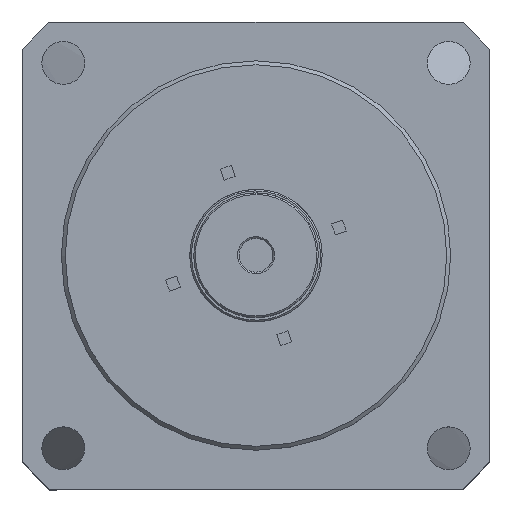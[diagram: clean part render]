
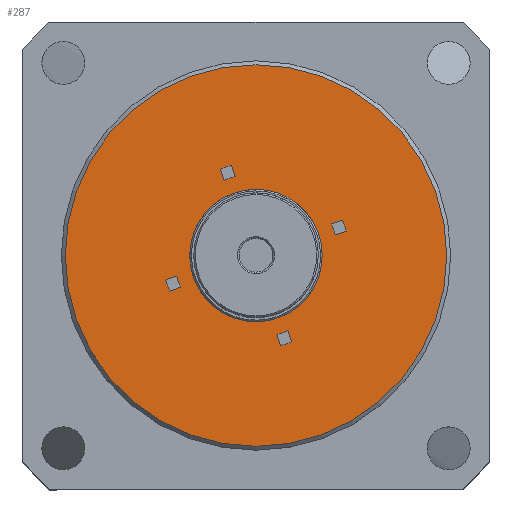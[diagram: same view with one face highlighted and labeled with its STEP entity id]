
A CAD part, top view. The second image highlights one B-rep face of the part: STEP entity #287.
In plain terms, the highlighted planar face has unit normal (0, 0, 1).
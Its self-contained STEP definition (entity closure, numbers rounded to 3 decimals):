
#287 = ADVANCED_FACE( 'NONE', ( #811, #812, #813, #814, #815, #816 ), #817, .F. );
#811 = FACE_BOUND( '', #1710, .T. );
#812 = FACE_BOUND( '', #1711, .T. );
#813 = FACE_BOUND( '', #1712, .T. );
#814 = FACE_BOUND( '', #1713, .T. );
#815 = FACE_BOUND( '', #1714, .T. );
#816 = FACE_OUTER_BOUND( '', #1715, .T. );
#817 = PLANE( '', #1716 );
#1710 = EDGE_LOOP( '', ( #2625, #2626, #2627, #2628 ) );
#1711 = EDGE_LOOP( '', ( #2629 ) );
#1712 = EDGE_LOOP( '', ( #2630, #2631, #2632, #2633 ) );
#1713 = EDGE_LOOP( '', ( #2634, #2635, #2636, #2637 ) );
#1714 = EDGE_LOOP( '', ( #2638, #2639, #2640, #2641 ) );
#1715 = EDGE_LOOP( '', ( #2642 ) );
#1716 = AXIS2_PLACEMENT_3D( '', #2643, #2644, #2645 );
#2625 = ORIENTED_EDGE( '', *, *, #4591, .T. );
#2626 = ORIENTED_EDGE( '', *, *, #4588, .T. );
#2627 = ORIENTED_EDGE( '', *, *, #4592, .F. );
#2628 = ORIENTED_EDGE( '', *, *, #4593, .F. );
#2629 = ORIENTED_EDGE( '', *, *, #4574, .T. );
#2630 = ORIENTED_EDGE( '', *, *, #4594, .F. );
#2631 = ORIENTED_EDGE( '', *, *, #4595, .F. );
#2632 = ORIENTED_EDGE( '', *, *, #4596, .T. );
#2633 = ORIENTED_EDGE( '', *, *, #4597, .T. );
#2634 = ORIENTED_EDGE( '', *, *, #4598, .F. );
#2635 = ORIENTED_EDGE( '', *, *, #4599, .F. );
#2636 = ORIENTED_EDGE( '', *, *, #4600, .T. );
#2637 = ORIENTED_EDGE( '', *, *, #4601, .T. );
#2638 = ORIENTED_EDGE( '', *, *, #4602, .T. );
#2639 = ORIENTED_EDGE( '', *, *, #4603, .F. );
#2640 = ORIENTED_EDGE( '', *, *, #4604, .F. );
#2641 = ORIENTED_EDGE( '', *, *, #4605, .T. );
#2642 = ORIENTED_EDGE( '', *, *, #4606, .T. );
#2643 = CARTESIAN_POINT( '', ( -10.839, -0.785, 9.5 ) );
#2644 = DIRECTION( '', ( 0., 0., -1. ) );
#2645 = DIRECTION( '', ( 0.947, 0.322, 0. ) );
#4574 = EDGE_CURVE( '', #5329, #5329, #5330, .T. );
#4588 = EDGE_CURVE( 'NONE', #5354, #5352, #5355, .T. );
#4591 = EDGE_CURVE( 'NONE', #5358, #5354, #5359, .T. );
#4592 = EDGE_CURVE( 'NONE', #5360, #5352, #5361, .T. );
#4593 = EDGE_CURVE( 'NONE', #5358, #5360, #5362, .T. );
#4594 = EDGE_CURVE( 'NONE', #5363, #5364, #5365, .T. );
#4595 = EDGE_CURVE( 'NONE', #5366, #5363, #5367, .T. );
#4596 = EDGE_CURVE( 'NONE', #5366, #5368, #5369, .T. );
#4597 = EDGE_CURVE( 'NONE', #5368, #5364, #5370, .T. );
#4598 = EDGE_CURVE( 'NONE', #5371, #5372, #5373, .T. );
#4599 = EDGE_CURVE( 'NONE', #5374, #5371, #5375, .T. );
#4600 = EDGE_CURVE( 'NONE', #5374, #5376, #5377, .T. );
#4601 = EDGE_CURVE( 'NONE', #5376, #5372, #5378, .T. );
#4602 = EDGE_CURVE( 'NONE', #5379, #5380, #5381, .T. );
#4603 = EDGE_CURVE( 'NONE', #5382, #5380, #5383, .T. );
#4604 = EDGE_CURVE( 'NONE', #5384, #5382, #5385, .T. );
#4605 = EDGE_CURVE( 'NONE', #5384, #5379, #5386, .T. );
#4606 = EDGE_CURVE( 'NONE', #5387, #5387, #5388, .T. );
#5329 = VERTEX_POINT( '', #6450 );
#5330 = CIRCLE( '', #6451, 8.5 );
#5352 = VERTEX_POINT( 'NONE', #6475 );
#5354 = VERTEX_POINT( 'NONE', #6478 );
#5355 = CIRCLE( '', #6479, 10.5 );
#5358 = VERTEX_POINT( 'NONE', #6483 );
#5359 = LINE( '', #6484, #6485 );
#5360 = VERTEX_POINT( 'NONE', #6486 );
#5361 = LINE( '', #6487, #6488 );
#5362 = CIRCLE( '', #6489, 12. );
#5363 = VERTEX_POINT( 'NONE', #6490 );
#5364 = VERTEX_POINT( 'NONE', #6491 );
#5365 = CIRCLE( '', #6492, 12. );
#5366 = VERTEX_POINT( 'NONE', #6493 );
#5367 = LINE( '', #6494, #6495 );
#5368 = VERTEX_POINT( 'NONE', #6496 );
#5369 = CIRCLE( '', #6497, 10.5 );
#5370 = LINE( '', #6498, #6499 );
#5371 = VERTEX_POINT( 'NONE', #6500 );
#5372 = VERTEX_POINT( 'NONE', #6501 );
#5373 = CIRCLE( '', #6502, 12. );
#5374 = VERTEX_POINT( 'NONE', #6503 );
#5375 = LINE( '', #6504, #6505 );
#5376 = VERTEX_POINT( 'NONE', #6506 );
#5377 = CIRCLE( '', #6507, 10.5 );
#5378 = LINE( '', #6508, #6509 );
#5379 = VERTEX_POINT( 'NONE', #6510 );
#5380 = VERTEX_POINT( 'NONE', #6511 );
#5381 = CIRCLE( '', #6512, 10.5 );
#5382 = VERTEX_POINT( 'NONE', #6513 );
#5383 = LINE( '', #6514, #6515 );
#5384 = VERTEX_POINT( 'NONE', #6516 );
#5385 = CIRCLE( '', #6517, 12. );
#5386 = LINE( '', #6518, #6519 );
#5387 = VERTEX_POINT( '', #6520 );
#5388 = CIRCLE( '', #6521, 24.5 );
#6450 = CARTESIAN_POINT( '', ( -10.839, 7.715, 9.5 ) );
#6451 = AXIS2_PLACEMENT_3D( '', #8522, #8523, #8524 );
#6475 = CARTESIAN_POINT( '', ( -20.514, -4.864, 9.5 ) );
#6478 = CARTESIAN_POINT( '', ( -20.997, -3.444, 9.5 ) );
#6479 = AXIS2_PLACEMENT_3D( '', #8546, #8547, #8548 );
#6483 = CARTESIAN_POINT( '', ( -22.42, -3.927, 9.5 ) );
#6484 = CARTESIAN_POINT( '', ( -40.377, -10.027, 9.5 ) );
#6485 = VECTOR( '', #8550, 1000. );
#6486 = CARTESIAN_POINT( '', ( -21.938, -5.348, 9.5 ) );
#6487 = CARTESIAN_POINT( '', ( -39.895, -11.447, 9.5 ) );
#6488 = VECTOR( '', #8551, 1000. );
#6489 = AXIS2_PLACEMENT_3D( '', #8552, #8553, #8554 );
#6490 = CARTESIAN_POINT( '', ( -7.697, -12.367, 9.5 ) );
#6491 = CARTESIAN_POINT( '', ( -6.277, -11.884, 9.5 ) );
#6492 = AXIS2_PLACEMENT_3D( '', #8555, #8556, #8557 );
#6493 = CARTESIAN_POINT( '', ( -8.181, -10.943, 9.5 ) );
#6494 = CARTESIAN_POINT( '', ( -11.549, -1.027, 9.5 ) );
#6495 = VECTOR( '', #8558, 1000. );
#6496 = CARTESIAN_POINT( '', ( -6.76, -10.461, 9.5 ) );
#6497 = AXIS2_PLACEMENT_3D( '', #8559, #8560, #8561 );
#6498 = CARTESIAN_POINT( '', ( -10.129, -0.544, 9.5 ) );
#6499 = VECTOR( '', #8562, 1000. );
#6500 = CARTESIAN_POINT( '', ( 0.742, 2.356, 9.5 ) );
#6501 = CARTESIAN_POINT( '', ( 0.26, 3.777, 9.5 ) );
#6502 = AXIS2_PLACEMENT_3D( '', #8563, #8564, #8565 );
#6503 = CARTESIAN_POINT( '', ( -0.681, 1.873, 9.5 ) );
#6504 = CARTESIAN_POINT( '', ( -39.895, -11.447, 9.5 ) );
#6505 = VECTOR( '', #8566, 1000. );
#6506 = CARTESIAN_POINT( '', ( -1.163, 3.293, 9.5 ) );
#6507 = AXIS2_PLACEMENT_3D( '', #8567, #8568, #8569 );
#6508 = CARTESIAN_POINT( '', ( -40.377, -10.027, 9.5 ) );
#6509 = VECTOR( '', #8570, 1000. );
#6510 = CARTESIAN_POINT( '', ( -13.497, 9.372, 9.5 ) );
#6511 = CARTESIAN_POINT( '', ( -14.918, 8.89, 9.5 ) );
#6512 = AXIS2_PLACEMENT_3D( '', #8571, #8572, #8573 );
#6513 = CARTESIAN_POINT( '', ( -15.401, 10.314, 9.5 ) );
#6514 = CARTESIAN_POINT( '', ( -11.549, -1.027, 9.5 ) );
#6515 = VECTOR( '', #8574, 1000. );
#6516 = CARTESIAN_POINT( '', ( -13.981, 10.796, 9.5 ) );
#6517 = AXIS2_PLACEMENT_3D( '', #8575, #8576, #8577 );
#6518 = CARTESIAN_POINT( '', ( -10.129, -0.544, 9.5 ) );
#6519 = VECTOR( '', #8578, 1000. );
#6520 = CARTESIAN_POINT( '', ( 13.661, -0.785, 9.5 ) );
#6521 = AXIS2_PLACEMENT_3D( '', #8579, #8580, #8581 );
#8522 = CARTESIAN_POINT( '', ( -10.839, -0.785, 9.5 ) );
#8523 = DIRECTION( '', ( 0., 0., -1. ) );
#8524 = DIRECTION( '', ( 0., 1., 0. ) );
#8546 = CARTESIAN_POINT( '', ( -10.839, -0.785, 9.5 ) );
#8547 = DIRECTION( '', ( 0., 0., 1. ) );
#8548 = DIRECTION( '', ( -0.947, -0.322, 0. ) );
#8550 = DIRECTION( '', ( 0.947, 0.322, 0. ) );
#8551 = DIRECTION( '', ( 0.947, 0.322, 0. ) );
#8552 = CARTESIAN_POINT( '', ( -10.839, -0.785, 9.5 ) );
#8553 = DIRECTION( '', ( 0., 0., 1. ) );
#8554 = DIRECTION( '', ( -0.947, -0.322, 0. ) );
#8555 = CARTESIAN_POINT( '', ( -10.839, -0.785, 9.5 ) );
#8556 = DIRECTION( '', ( 0., 0., 1. ) );
#8557 = DIRECTION( '', ( -0.947, -0.322, 0. ) );
#8558 = DIRECTION( '', ( 0.322, -0.947, 0. ) );
#8559 = CARTESIAN_POINT( '', ( -10.839, -0.785, 9.5 ) );
#8560 = DIRECTION( '', ( 0., 0., 1. ) );
#8561 = DIRECTION( '', ( -0.947, -0.322, 0. ) );
#8562 = DIRECTION( '', ( 0.322, -0.947, 0. ) );
#8563 = CARTESIAN_POINT( '', ( -10.839, -0.785, 9.5 ) );
#8564 = DIRECTION( '', ( 0., 0., 1. ) );
#8565 = DIRECTION( '', ( -0.947, -0.322, 0. ) );
#8566 = DIRECTION( '', ( 0.947, 0.322, 0. ) );
#8567 = CARTESIAN_POINT( '', ( -10.839, -0.785, 9.5 ) );
#8568 = DIRECTION( '', ( 0., 0., 1. ) );
#8569 = DIRECTION( '', ( -0.947, -0.322, 0. ) );
#8570 = DIRECTION( '', ( 0.947, 0.322, 0. ) );
#8571 = CARTESIAN_POINT( '', ( -10.839, -0.785, 9.5 ) );
#8572 = DIRECTION( '', ( 0., 0., 1. ) );
#8573 = DIRECTION( '', ( -0.947, -0.322, 0. ) );
#8574 = DIRECTION( '', ( 0.322, -0.947, 0. ) );
#8575 = CARTESIAN_POINT( '', ( -10.839, -0.785, 9.5 ) );
#8576 = DIRECTION( '', ( 0., 0., 1. ) );
#8577 = DIRECTION( '', ( -0.947, -0.322, 0. ) );
#8578 = DIRECTION( '', ( 0.322, -0.947, 0. ) );
#8579 = CARTESIAN_POINT( '', ( -10.839, -0.785, 9.5 ) );
#8580 = DIRECTION( '', ( 0., 0., 1. ) );
#8581 = DIRECTION( '', ( 1., 0., 0. ) );
